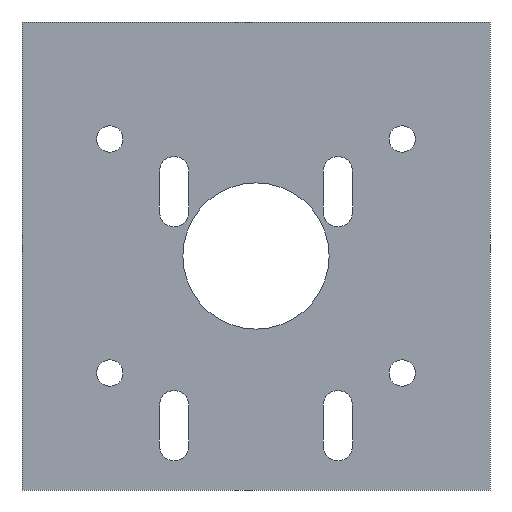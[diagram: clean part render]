
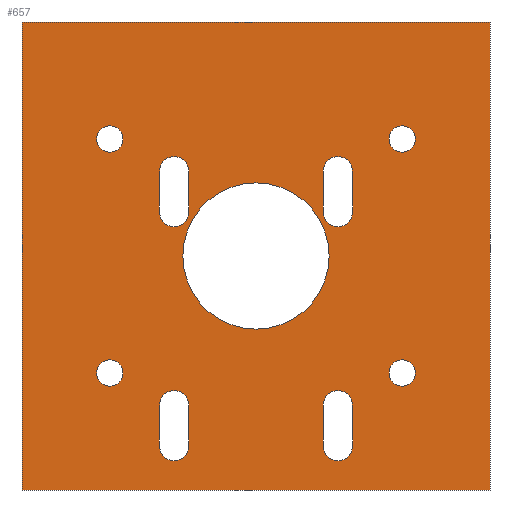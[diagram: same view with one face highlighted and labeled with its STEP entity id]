
A CAD part, left-side view. The second image highlights one B-rep face of the part: STEP entity #657.
In plain terms, the highlighted planar face has unit normal (-1, 0, 0).
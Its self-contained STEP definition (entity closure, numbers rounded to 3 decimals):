
#28=FACE_BOUND('',#171,.T.);
#29=FACE_BOUND('',#172,.T.);
#30=FACE_BOUND('',#173,.T.);
#31=FACE_BOUND('',#174,.T.);
#32=FACE_BOUND('',#175,.T.);
#33=FACE_BOUND('',#176,.T.);
#34=FACE_BOUND('',#177,.T.);
#35=FACE_BOUND('',#178,.T.);
#36=FACE_BOUND('',#179,.T.);
#38=CIRCLE('',#678,2.5);
#40=CIRCLE('',#681,2.5);
#42=CIRCLE('',#684,2.5);
#44=CIRCLE('',#687,2.5);
#46=CIRCLE('',#694,2.5);
#48=CIRCLE('',#697,2.5);
#50=CIRCLE('',#700,2.5);
#52=CIRCLE('',#703,2.5);
#65=CIRCLE('',#725,2.25);
#66=CIRCLE('',#727,2.25);
#67=CIRCLE('',#729,2.25);
#68=CIRCLE('',#731,2.25);
#70=CIRCLE('',#734,12.5);
#122=FACE_OUTER_BOUND('',#170,.T.);
#170=EDGE_LOOP('',(#580,#581,#582,#583));
#171=EDGE_LOOP('',(#584,#585,#586,#587));
#172=EDGE_LOOP('',(#588,#589,#590,#591));
#173=EDGE_LOOP('',(#592,#593,#594,#595));
#174=EDGE_LOOP('',(#596,#597,#598,#599));
#175=EDGE_LOOP('',(#600));
#176=EDGE_LOOP('',(#601));
#177=EDGE_LOOP('',(#602));
#178=EDGE_LOOP('',(#603));
#179=EDGE_LOOP('',(#604));
#183=LINE('',#943,#236);
#187=LINE('',#952,#240);
#191=LINE('',#961,#244);
#195=LINE('',#970,#248);
#200=LINE('',#997,#253);
#203=LINE('',#1003,#256);
#206=LINE('',#1009,#259);
#209=LINE('',#1015,#262);
#223=LINE('',#1096,#276);
#226=LINE('',#1102,#279);
#229=LINE('',#1108,#282);
#232=LINE('',#1112,#285);
#236=VECTOR('',#748,10.);
#240=VECTOR('',#754,10.);
#244=VECTOR('',#760,10.);
#248=VECTOR('',#766,10.);
#253=VECTOR('',#797,10.);
#256=VECTOR('',#802,10.);
#259=VECTOR('',#807,10.);
#262=VECTOR('',#812,10.);
#276=VECTOR('',#914,10.);
#279=VECTOR('',#919,10.);
#282=VECTOR('',#924,10.);
#285=VECTOR('',#929,10.);
#287=VERTEX_POINT('',#937);
#289=VERTEX_POINT('',#941);
#291=VERTEX_POINT('',#946);
#293=VERTEX_POINT('',#950);
#295=VERTEX_POINT('',#955);
#297=VERTEX_POINT('',#959);
#299=VERTEX_POINT('',#964);
#301=VERTEX_POINT('',#968);
#303=VERTEX_POINT('',#974);
#305=VERTEX_POINT('',#980);
#307=VERTEX_POINT('',#986);
#309=VERTEX_POINT('',#992);
#310=VERTEX_POINT('',#996);
#312=VERTEX_POINT('',#1002);
#314=VERTEX_POINT('',#1008);
#316=VERTEX_POINT('',#1014);
#330=VERTEX_POINT('',#1068);
#331=VERTEX_POINT('',#1072);
#332=VERTEX_POINT('',#1076);
#333=VERTEX_POINT('',#1080);
#335=VERTEX_POINT('',#1086);
#338=VERTEX_POINT('',#1093);
#339=VERTEX_POINT('',#1095);
#341=VERTEX_POINT('',#1101);
#343=VERTEX_POINT('',#1107);
#347=EDGE_CURVE('',#287,#289,#183,.T.);
#351=EDGE_CURVE('',#291,#293,#187,.T.);
#355=EDGE_CURVE('',#295,#297,#191,.T.);
#359=EDGE_CURVE('',#299,#301,#195,.T.);
#361=EDGE_CURVE('',#299,#303,#38,.T.);
#364=EDGE_CURVE('',#295,#305,#40,.T.);
#367=EDGE_CURVE('',#287,#307,#42,.T.);
#370=EDGE_CURVE('',#291,#309,#44,.T.);
#372=EDGE_CURVE('',#310,#309,#200,.T.);
#375=EDGE_CURVE('',#312,#307,#203,.T.);
#378=EDGE_CURVE('',#314,#305,#206,.T.);
#381=EDGE_CURVE('',#316,#303,#209,.T.);
#385=EDGE_CURVE('',#314,#297,#46,.T.);
#387=EDGE_CURVE('',#316,#301,#48,.T.);
#389=EDGE_CURVE('',#312,#289,#50,.T.);
#391=EDGE_CURVE('',#310,#293,#52,.T.);
#409=EDGE_CURVE('',#330,#330,#65,.T.);
#411=EDGE_CURVE('',#331,#331,#66,.T.);
#413=EDGE_CURVE('',#332,#332,#67,.T.);
#415=EDGE_CURVE('',#333,#333,#68,.T.);
#418=EDGE_CURVE('',#335,#335,#70,.T.);
#421=EDGE_CURVE('',#339,#338,#223,.T.);
#424=EDGE_CURVE('',#341,#339,#226,.T.);
#427=EDGE_CURVE('',#343,#341,#229,.T.);
#430=EDGE_CURVE('',#338,#343,#232,.T.);
#580=ORIENTED_EDGE('',*,*,#430,.T.);
#581=ORIENTED_EDGE('',*,*,#427,.T.);
#582=ORIENTED_EDGE('',*,*,#424,.T.);
#583=ORIENTED_EDGE('',*,*,#421,.T.);
#584=ORIENTED_EDGE('',*,*,#372,.T.);
#585=ORIENTED_EDGE('',*,*,#370,.F.);
#586=ORIENTED_EDGE('',*,*,#351,.T.);
#587=ORIENTED_EDGE('',*,*,#391,.F.);
#588=ORIENTED_EDGE('',*,*,#381,.T.);
#589=ORIENTED_EDGE('',*,*,#361,.F.);
#590=ORIENTED_EDGE('',*,*,#359,.T.);
#591=ORIENTED_EDGE('',*,*,#387,.F.);
#592=ORIENTED_EDGE('',*,*,#375,.T.);
#593=ORIENTED_EDGE('',*,*,#367,.F.);
#594=ORIENTED_EDGE('',*,*,#347,.T.);
#595=ORIENTED_EDGE('',*,*,#389,.F.);
#596=ORIENTED_EDGE('',*,*,#378,.T.);
#597=ORIENTED_EDGE('',*,*,#364,.F.);
#598=ORIENTED_EDGE('',*,*,#355,.T.);
#599=ORIENTED_EDGE('',*,*,#385,.F.);
#600=ORIENTED_EDGE('',*,*,#409,.T.);
#601=ORIENTED_EDGE('',*,*,#411,.T.);
#602=ORIENTED_EDGE('',*,*,#413,.T.);
#603=ORIENTED_EDGE('',*,*,#415,.T.);
#604=ORIENTED_EDGE('',*,*,#418,.T.);
#622=PLANE('',#740);
#657=ADVANCED_FACE('',(#122,#28,#29,#30,#31,#32,#33,#34,#35,#36),#622,.T.);
#678=AXIS2_PLACEMENT_3D('',#975,#771,#772);
#681=AXIS2_PLACEMENT_3D('',#981,#778,#779);
#684=AXIS2_PLACEMENT_3D('',#987,#785,#786);
#687=AXIS2_PLACEMENT_3D('',#993,#792,#793);
#694=AXIS2_PLACEMENT_3D('',#1021,#819,#820);
#697=AXIS2_PLACEMENT_3D('',#1024,#825,#826);
#700=AXIS2_PLACEMENT_3D('',#1027,#831,#832);
#703=AXIS2_PLACEMENT_3D('',#1030,#837,#838);
#725=AXIS2_PLACEMENT_3D('',#1070,#886,#887);
#727=AXIS2_PLACEMENT_3D('',#1074,#891,#892);
#729=AXIS2_PLACEMENT_3D('',#1078,#896,#897);
#731=AXIS2_PLACEMENT_3D('',#1082,#901,#902);
#734=AXIS2_PLACEMENT_3D('',#1088,#908,#909);
#740=AXIS2_PLACEMENT_3D('',#1114,#932,#933);
#748=DIRECTION('',(0.,0.,1.));
#754=DIRECTION('',(0.,0.,1.));
#760=DIRECTION('',(0.,0.,1.));
#766=DIRECTION('',(0.,0.,1.));
#771=DIRECTION('center_axis',(-1.,0.,0.));
#772=DIRECTION('ref_axis',(0.,0.707,-0.707));
#778=DIRECTION('center_axis',(-1.,0.,0.));
#779=DIRECTION('ref_axis',(0.,0.707,-0.707));
#785=DIRECTION('center_axis',(-1.,0.,0.));
#786=DIRECTION('ref_axis',(0.,0.707,-0.707));
#792=DIRECTION('center_axis',(-1.,0.,0.));
#793=DIRECTION('ref_axis',(0.,0.707,-0.707));
#797=DIRECTION('',(0.,0.,-1.));
#802=DIRECTION('',(0.,0.,-1.));
#807=DIRECTION('',(0.,0.,-1.));
#812=DIRECTION('',(0.,0.,-1.));
#819=DIRECTION('center_axis',(-1.,0.,0.));
#820=DIRECTION('ref_axis',(0.,-0.707,0.707));
#825=DIRECTION('center_axis',(-1.,0.,0.));
#826=DIRECTION('ref_axis',(0.,-0.707,0.707));
#831=DIRECTION('center_axis',(-1.,0.,0.));
#832=DIRECTION('ref_axis',(0.,-0.707,0.707));
#837=DIRECTION('center_axis',(-1.,0.,0.));
#838=DIRECTION('ref_axis',(0.,-0.707,0.707));
#886=DIRECTION('center_axis',(1.,0.,0.));
#887=DIRECTION('ref_axis',(0.,1.,0.));
#891=DIRECTION('center_axis',(1.,0.,0.));
#892=DIRECTION('ref_axis',(0.,1.,0.));
#896=DIRECTION('center_axis',(1.,0.,0.));
#897=DIRECTION('ref_axis',(0.,1.,0.));
#901=DIRECTION('center_axis',(1.,0.,0.));
#902=DIRECTION('ref_axis',(0.,1.,0.));
#908=DIRECTION('center_axis',(1.,0.,0.));
#909=DIRECTION('ref_axis',(0.,1.,0.));
#914=DIRECTION('',(0.,0.,1.));
#919=DIRECTION('',(0.,-1.,0.));
#924=DIRECTION('',(0.,0.,-1.));
#929=DIRECTION('',(0.,1.,0.));
#932=DIRECTION('center_axis',(-1.,0.,0.));
#933=DIRECTION('ref_axis',(0.,0.,1.));
#937=CARTESIAN_POINT('',(-5.,-11.5,7.5));
#941=CARTESIAN_POINT('',(-5.,-11.5,14.5));
#943=CARTESIAN_POINT('',(-5.,-11.5,8.5));
#946=CARTESIAN_POINT('',(-5.,16.5,7.5));
#950=CARTESIAN_POINT('',(-5.,16.5,14.5));
#952=CARTESIAN_POINT('',(-5.,16.5,8.5));
#955=CARTESIAN_POINT('',(-5.,-11.5,-32.5));
#959=CARTESIAN_POINT('',(-5.,-11.5,-25.5));
#961=CARTESIAN_POINT('',(-5.,-11.5,-11.5));
#964=CARTESIAN_POINT('',(-5.,16.5,-32.5));
#968=CARTESIAN_POINT('',(-5.,16.5,-25.5));
#970=CARTESIAN_POINT('',(-5.,16.5,-11.5));
#974=CARTESIAN_POINT('',(-5.,11.5,-32.5));
#975=CARTESIAN_POINT('Origin',(-5.,14.,-32.5));
#980=CARTESIAN_POINT('',(-5.,-16.5,-32.5));
#981=CARTESIAN_POINT('Origin',(-5.,-14.,-32.5));
#986=CARTESIAN_POINT('',(-5.,-16.5,7.5));
#987=CARTESIAN_POINT('Origin',(-5.,-14.,7.5));
#992=CARTESIAN_POINT('',(-5.,11.5,7.5));
#993=CARTESIAN_POINT('Origin',(-5.,14.,7.5));
#996=CARTESIAN_POINT('',(-5.,11.5,14.5));
#997=CARTESIAN_POINT('',(-5.,11.5,2.5));
#1002=CARTESIAN_POINT('',(-5.,-16.5,14.5));
#1003=CARTESIAN_POINT('',(-5.,-16.5,2.5));
#1008=CARTESIAN_POINT('',(-5.,-16.5,-25.5));
#1009=CARTESIAN_POINT('',(-5.,-16.5,-17.5));
#1014=CARTESIAN_POINT('',(-5.,11.5,-25.5));
#1015=CARTESIAN_POINT('',(-5.,11.5,-17.5));
#1021=CARTESIAN_POINT('Origin',(-5.,-14.,-25.5));
#1024=CARTESIAN_POINT('Origin',(-5.,14.,-25.5));
#1027=CARTESIAN_POINT('Origin',(-5.,-14.,14.5));
#1030=CARTESIAN_POINT('Origin',(-5.,14.,14.5));
#1068=CARTESIAN_POINT('',(-5.,22.75,-20.));
#1070=CARTESIAN_POINT('Origin',(-5.,25.,-20.));
#1072=CARTESIAN_POINT('',(-5.,-27.25,-20.));
#1074=CARTESIAN_POINT('Origin',(-5.,-25.,-20.));
#1076=CARTESIAN_POINT('',(-5.,22.75,20.));
#1078=CARTESIAN_POINT('Origin',(-5.,25.,20.));
#1080=CARTESIAN_POINT('',(-5.,-27.25,20.));
#1082=CARTESIAN_POINT('Origin',(-5.,-25.,20.));
#1086=CARTESIAN_POINT('',(-5.,-12.5,0.));
#1088=CARTESIAN_POINT('Origin',(-5.,0.,0.));
#1093=CARTESIAN_POINT('',(-5.,-40.,40.));
#1095=CARTESIAN_POINT('',(-5.,-40.,-40.));
#1096=CARTESIAN_POINT('',(-5.,-40.,-40.));
#1101=CARTESIAN_POINT('',(-5.,40.,-40.));
#1102=CARTESIAN_POINT('',(-5.,40.,-40.));
#1107=CARTESIAN_POINT('',(-5.,40.,40.));
#1108=CARTESIAN_POINT('',(-5.,40.,40.));
#1112=CARTESIAN_POINT('',(-5.,-40.,40.));
#1114=CARTESIAN_POINT('Origin',(-5.,0.,0.));
